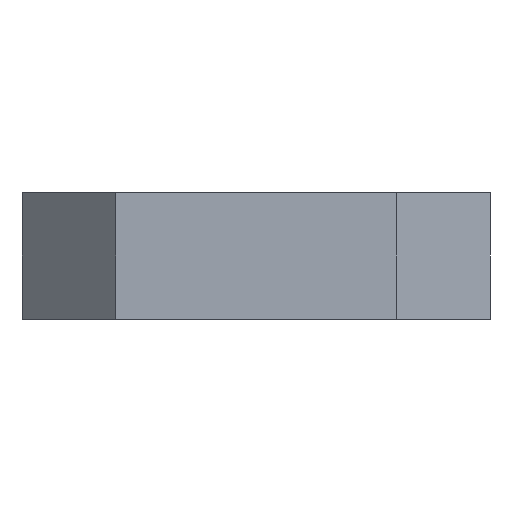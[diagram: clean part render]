
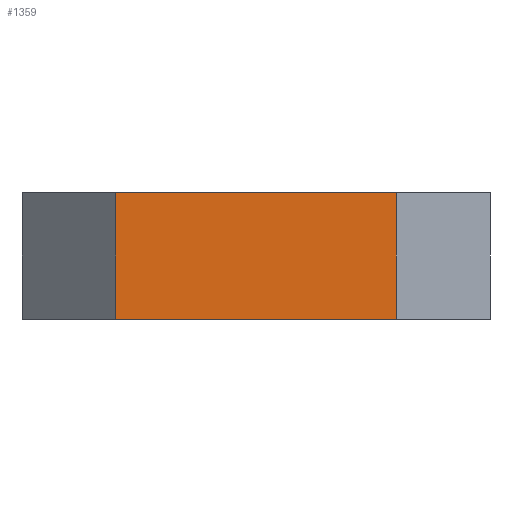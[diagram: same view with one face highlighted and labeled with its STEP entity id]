
A CAD part, front view. The second image highlights one B-rep face of the part: STEP entity #1359.
In plain terms, the highlighted planar face has unit normal (0, -1, 0).
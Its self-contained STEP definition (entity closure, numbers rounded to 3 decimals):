
#95=FACE_OUTER_BOUND('',#168,.T.);
#168=EDGE_LOOP('',(#1167,#1168,#1169,#1170));
#350=LINE('',#2110,#536);
#360=LINE('',#2129,#546);
#362=LINE('',#2134,#548);
#364=LINE('',#2137,#550);
#536=VECTOR('',#1735,10.);
#546=VECTOR('',#1751,10.);
#548=VECTOR('',#1757,10.);
#550=VECTOR('',#1761,10.);
#666=VERTEX_POINT('',#2107);
#667=VERTEX_POINT('',#2109);
#673=VERTEX_POINT('',#2127);
#674=VERTEX_POINT('',#2133);
#846=EDGE_CURVE('',#666,#667,#350,.T.);
#856=EDGE_CURVE('',#673,#666,#360,.T.);
#858=EDGE_CURVE('',#667,#674,#362,.T.);
#860=EDGE_CURVE('',#673,#674,#364,.T.);
#1167=ORIENTED_EDGE('',*,*,#856,.F.);
#1168=ORIENTED_EDGE('',*,*,#860,.T.);
#1169=ORIENTED_EDGE('',*,*,#858,.F.);
#1170=ORIENTED_EDGE('',*,*,#846,.F.);
#1295=PLANE('',#1446);
#1359=ADVANCED_FACE('',(#95),#1295,.T.);
#1446=AXIS2_PLACEMENT_3D('',#2136,#1759,#1760);
#1735=DIRECTION('',(-1.,0.,0.));
#1751=DIRECTION('',(0.,0.,-1.));
#1757=DIRECTION('',(0.,0.,1.));
#1759=DIRECTION('center_axis',(0.,-1.,0.));
#1760=DIRECTION('ref_axis',(-1.,0.,0.));
#1761=DIRECTION('',(-1.,0.,0.));
#2107=CARTESIAN_POINT('',(11.6,-179.5,-3.7));
#2109=CARTESIAN_POINT('',(5.6,-179.5,-3.7));
#2110=CARTESIAN_POINT('',(13.6,-179.5,-3.7));
#2127=CARTESIAN_POINT('',(11.6,-179.5,-1.));
#2129=CARTESIAN_POINT('',(11.6,-179.5,-1.));
#2133=CARTESIAN_POINT('',(5.6,-179.5,-1.));
#2134=CARTESIAN_POINT('',(5.6,-179.5,-1.));
#2136=CARTESIAN_POINT('Origin',(13.6,-179.5,-1.));
#2137=CARTESIAN_POINT('',(13.6,-179.5,-1.));
